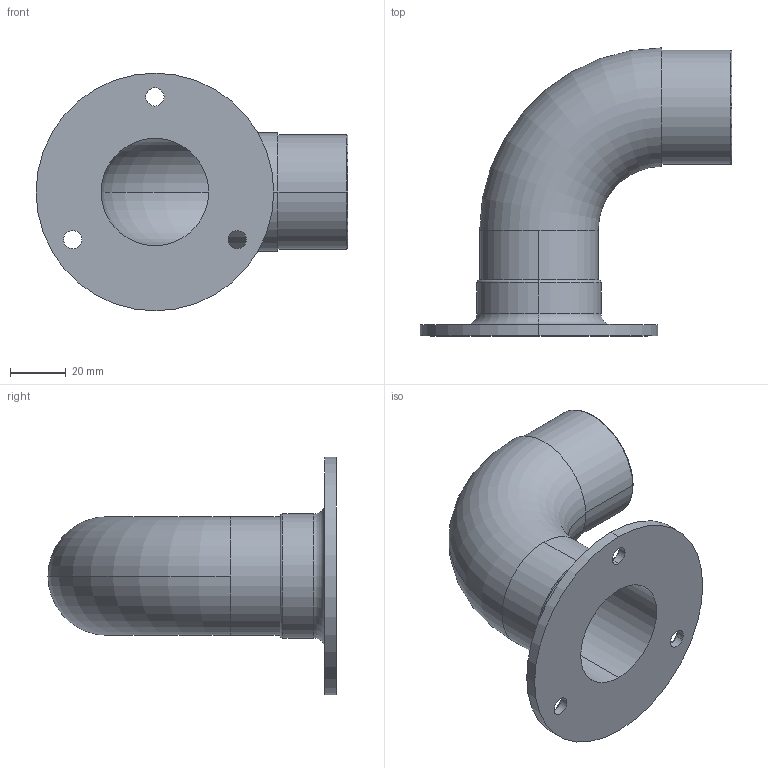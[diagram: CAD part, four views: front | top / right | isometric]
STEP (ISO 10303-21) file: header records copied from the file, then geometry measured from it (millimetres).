
FILE_DESCRIPTION (( 'STEP AP203' ), '1' );
FILE_NAME ('3D_GB3154_42.4x2_188702024.STEP', '2024-10-09T08:05:36', ( '' ), ( '' ), 'SwSTEP 2.0', 'SolidWorks 2024', '' );
FILE_SCHEMA (( 'CONFIG_CONTROL_DESIGN' ));
Length unit declared in the file: millimetre
Products named in the file (1): 3D_GB3154_42.4x2_188702024
Bounding box: 111.5 x 103 x 85 mm (x, y, z)
Volume: 50133.1 mm3; surface area: 42722 mm2
Topology: 1 solids, 1 shells, 38 faces, 90 edges, 56 vertices
Faces by surface type: cylinder 18, torus 10, cone 6, plane 4
Entity records: 1217 total; most frequent: DIRECTION 234, CARTESIAN_POINT 185, ORIENTED_EDGE 180, AXIS2_PLACEMENT_3D 105, EDGE_CURVE 90, CIRCLE 66, VERTEX_POINT 56, EDGE_LOOP 48
